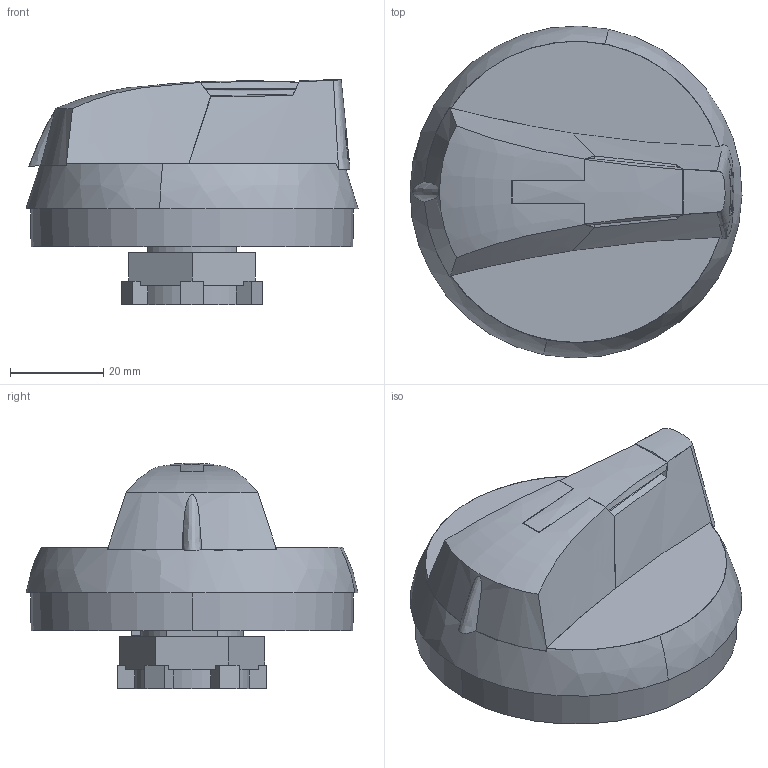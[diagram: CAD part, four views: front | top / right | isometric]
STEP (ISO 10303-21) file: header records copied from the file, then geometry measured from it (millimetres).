
FILE_DESCRIPTION((''),'2;1');
FILE_NAME('AASD_ASM','2021-09-17T',('marketing.praksa'),('Audax d.o.o.'),'CREO PARAMETRIC BY PTC INC, 2017480','CREO PARAMETRIC BY PTC INC, 2017480','');
FILE_SCHEMA(('AUTOMOTIVE_DESIGN { 1 0 10303 214 1 1 1 1 }'));
Length unit declared in the file: millimetre
Products named in the file (7): PRT9563; 14731111_02_1_1; PRT9565; T7; PRT7102; CP; AASD_ASM
Assembly tree (6 placements, depth 2):
  AASD_ASM
    PRT9563
    14731111_02_1_1
    PRT9565
    T7
    PRT7102
    CP
Bounding box: 71.1 x 71.1 x 48.24 mm (x, y, z)
Volume: 90929.5 mm3; surface area: 27068.5 mm2
Topology: 8 solids, 8 shells, 300 faces, 814 edges, 540 vertices
Faces by surface type: plane 159, cylinder 89, bspline 34, cone 13, sphere 5
Entity records: 17440 total; most frequent: CARTESIAN_POINT 5141, ORIENTED_EDGE 1628, DIRECTION 1326, PRESENTATION_STYLE_ASSIGNMENT 1122, STYLED_ITEM 1122, CURVE_STYLE 814, EDGE_CURVE 814, VERTEX_POINT 540
